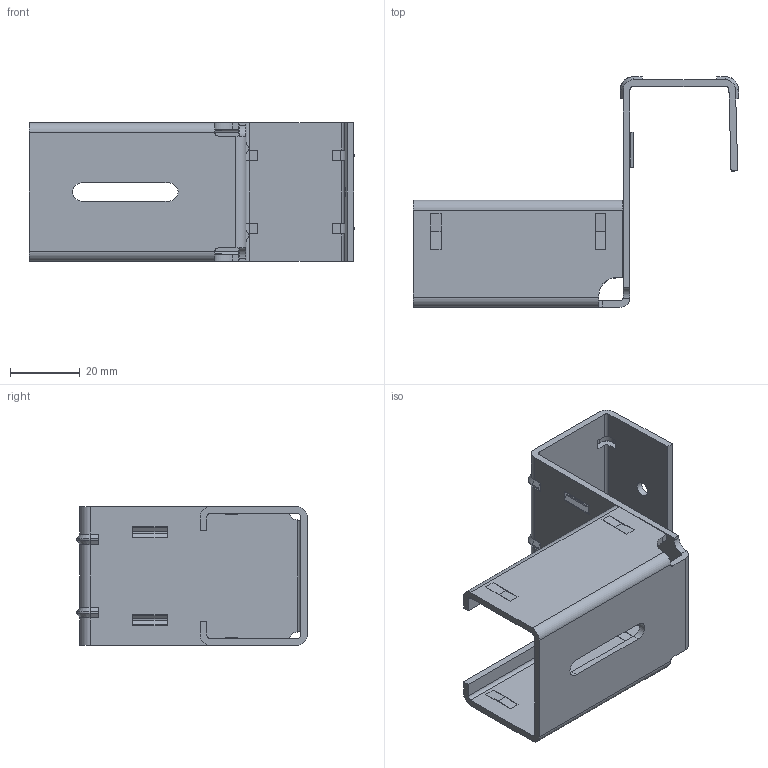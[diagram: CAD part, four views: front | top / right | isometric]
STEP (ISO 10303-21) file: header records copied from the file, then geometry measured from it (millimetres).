
FILE_DESCRIPTION(('FreeCAD Model'),'2;1');
FILE_NAME('Open CASCADE Shape Model','2024-03-19T12:35:56',(''),(''), 'Open CASCADE STEP processor 7.6','FreeCAD','Unknown');
FILE_SCHEMA(('AUTOMOTIVE_DESIGN { 1 0 10303 214 1 1 1 1 }'));
Length unit declared in the file: millimetre
Products named in the file (2): STB8-PRD28H; 062MHSD28M1
Assembly tree (1 placements, depth 2):
  STB8-PRD28H
    062MHSD28M1
Bounding box: 93.14 x 65.92 x 39.6 mm (x, y, z)
Volume: 19906.8 mm3; surface area: 22626.8 mm2
Topology: 1 solids, 1 shells, 197 faces, 534 edges, 351 vertices
Faces by surface type: plane 130, cylinder 53, cone 10, torus 4
Full cylindrical faces by diameter (mm): 4.2 x1
Entity records: 13728 total; most frequent: CARTESIAN_POINT 2907, DIRECTION 2030, LINE 1295, VECTOR 1295, ORIENTED_EDGE 1068, PCURVE 1068, DEFINITIONAL_REPRESENTATION 1068, EDGE_CURVE 534
